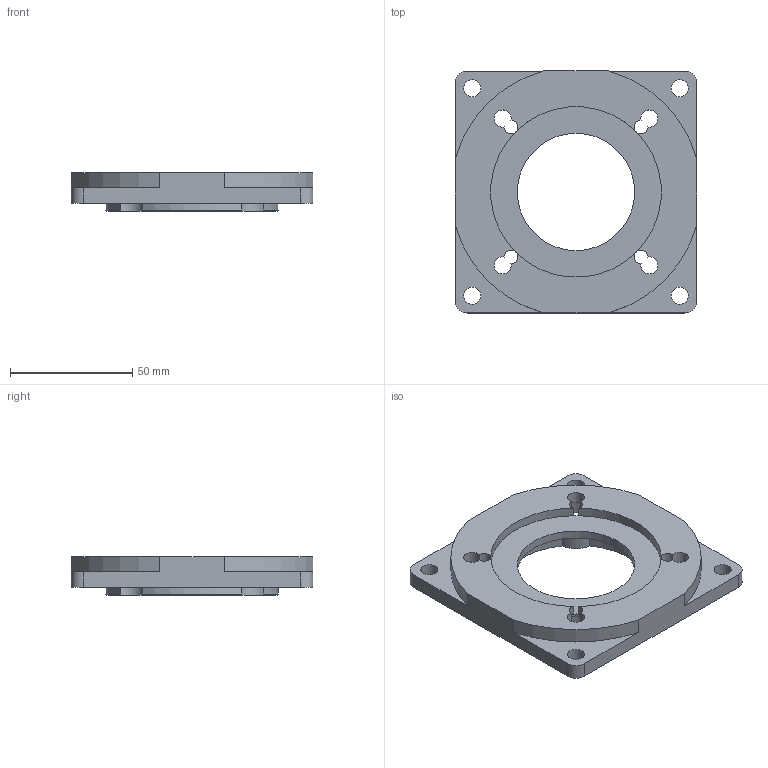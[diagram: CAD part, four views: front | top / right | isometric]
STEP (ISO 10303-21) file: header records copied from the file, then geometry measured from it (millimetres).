
FILE_DESCRIPTION(/* description */ ('Unknown'),/* implementation_level */ '2;1');
FILE_NAME(/* name */ 'OS.10810',/* time_stamp */ '2016-10-13T16:43:12+02:00',/* author */ ('Unknown'),/* organization */ ('Unknown'),/* preprocessor_version */ 'ST-DEVELOPER v16.7',/* originating_system */ 'DEX',/* authorisation */ $);
FILE_SCHEMA (('AUTOMOTIVE_DESIGN {1 0 10303 214 3 1 1}'));
Length unit declared in the file: millimetre
Products named in the file (1): OS.10810
Bounding box: 99 x 99 x 15.8 mm (x, y, z)
Volume: 70007.9 mm3; surface area: 26080 mm2
Topology: 1 solids, 1 shells, 74 faces, 223 edges, 150 vertices
Faces by surface type: cylinder 45, plane 25, cone 4
Full cylindrical faces by diameter (mm): 7 x4, 48 x1
Entity records: 2582 total; most frequent: DIRECTION 466, CARTESIAN_POINT 459, ORIENTED_EDGE 428, EDGE_CURVE 214, AXIS2_PLACEMENT_3D 185, VERTEX_POINT 146, CIRCLE 110, LINE 96
